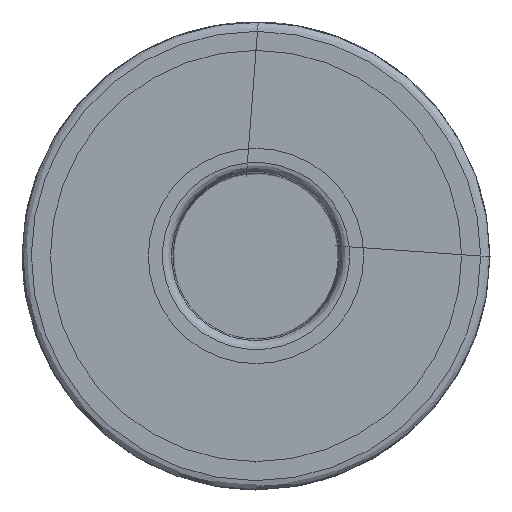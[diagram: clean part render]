
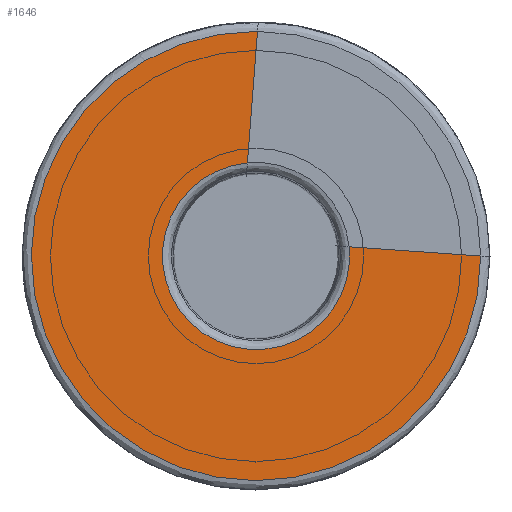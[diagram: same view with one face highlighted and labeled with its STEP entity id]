
A CAD part, left-side view. The second image highlights one B-rep face of the part: STEP entity #1646.
In plain terms, the highlighted planar face has unit normal (-1, 0, 0).
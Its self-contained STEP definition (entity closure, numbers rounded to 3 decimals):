
#87 = DIRECTION ( 'NONE',  ( 0., -0.077, 0.997 ) ) ;
#99 = EDGE_CURVE ( 'NONE', #166, #991, #495, .T. ) ;
#101 = CARTESIAN_POINT ( 'NONE',  ( 0., -9.601, 0. ) ) ;
#166 = VERTEX_POINT ( 'NONE', #543 ) ;
#205 = CARTESIAN_POINT ( 'NONE',  ( 0., -3.979, 0.393 ) ) ;
#241 = AXIS2_PLACEMENT_3D ( 'NONE', #205, #1642, #1635 ) ;
#347 = DIRECTION ( 'NONE',  ( 0., -1., 0. ) ) ;
#495 = LINE ( 'NONE', #1025, #676 ) ;
#543 = CARTESIAN_POINT ( 'NONE',  ( 0., 0.366, 3.982 ) ) ;
#548 = ORIENTED_EDGE ( 'NONE', *, *, #99, .T. ) ;
#579 = LINE ( 'NONE', #810, #981 ) ;
#581 = FACE_OUTER_BOUND ( 'NONE', #1243, .T. ) ;
#615 = CARTESIAN_POINT ( 'NONE',  ( 0., -0.065, 9.601 ) ) ;
#623 = AXIS2_PLACEMENT_3D ( 'NONE', #1305, #681, #673 ) ;
#636 = VERTEX_POINT ( 'NONE', #101 ) ;
#673 = DIRECTION ( 'NONE',  ( 0., -0.995, 0.098 ) ) ;
#676 = VECTOR ( 'NONE', #87, 1000. ) ;
#681 = DIRECTION ( 'NONE',  ( 1., 0., 0. ) ) ;
#717 = AXIS2_PLACEMENT_3D ( 'NONE', #723, #851, #347 ) ;
#723 = CARTESIAN_POINT ( 'NONE',  ( 0., 0., 0. ) ) ;
#810 = CARTESIAN_POINT ( 'NONE',  ( 0., -3.979, 0.393 ) ) ;
#851 = DIRECTION ( 'NONE',  ( 1., 0., 0. ) ) ;
#915 = CIRCLE ( 'NONE', #623, 3.998 ) ;
#923 = DIRECTION ( 'NONE',  ( 0., -0.998, -0.07 ) ) ;
#939 = VERTEX_POINT ( 'NONE', #1624 ) ;
#981 = VECTOR ( 'NONE', #923, 1000. ) ;
#991 = VERTEX_POINT ( 'NONE', #615 ) ;
#1021 = EDGE_CURVE ( 'NONE', #636, #991, #1472, .T. ) ;
#1025 = CARTESIAN_POINT ( 'NONE',  ( 0., 0.366, 3.982 ) ) ;
#1185 = ORIENTED_EDGE ( 'NONE', *, *, #1021, .F. ) ;
#1243 = EDGE_LOOP ( 'NONE', ( #1185, #1416, #1578, #548 ) ) ;
#1245 = PLANE ( 'NONE',  #241 ) ;
#1305 = CARTESIAN_POINT ( 'NONE',  ( 0., 0., 0. ) ) ;
#1309 = EDGE_CURVE ( 'NONE', #939, #166, #915, .T. ) ;
#1323 = EDGE_CURVE ( 'NONE', #939, #636, #579, .T. ) ;
#1416 = ORIENTED_EDGE ( 'NONE', *, *, #1323, .F. ) ;
#1472 = CIRCLE ( 'NONE', #717, 9.601 ) ;
#1578 = ORIENTED_EDGE ( 'NONE', *, *, #1309, .T. ) ;
#1624 = CARTESIAN_POINT ( 'NONE',  ( 0., -3.979, 0.393 ) ) ;
#1635 = DIRECTION ( 'NONE',  ( 0., 0., -1. ) ) ;
#1642 = DIRECTION ( 'NONE',  ( 1., 0., 0. ) ) ;
#1646 = ADVANCED_FACE ( 'NONE', ( #581 ), #1245, .F. ) ;
